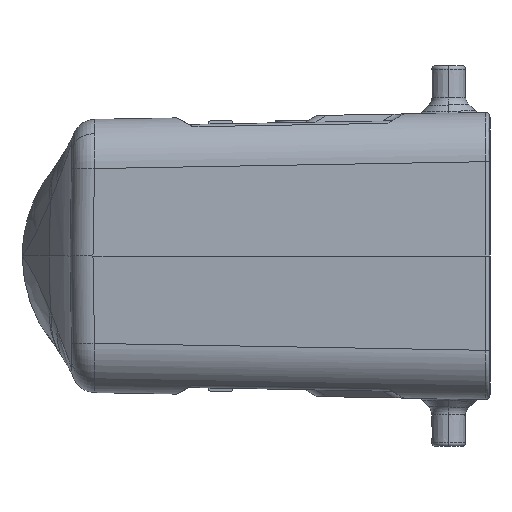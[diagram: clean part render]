
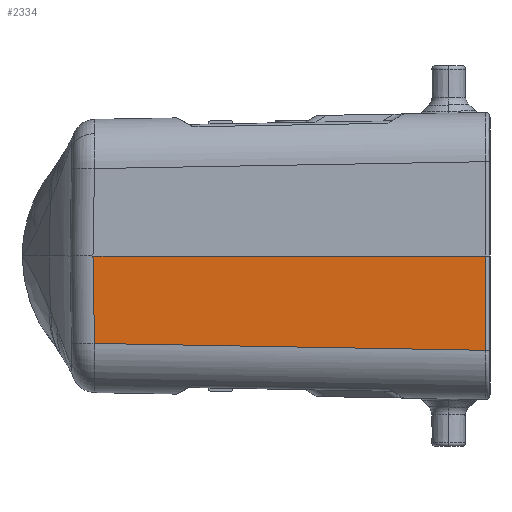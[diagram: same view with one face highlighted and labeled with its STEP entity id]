
A CAD part, left-side view. The second image highlights one B-rep face of the part: STEP entity #2334.
In plain terms, the highlighted planar face has unit normal (-1, 0.018, -0.017).
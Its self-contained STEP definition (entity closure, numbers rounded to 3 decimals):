
#649=LINE('',#11856,#1268);
#650=LINE('',#11859,#1269);
#651=LINE('',#11861,#1270);
#652=LINE('',#11863,#1271);
#1268=VECTOR('',#9116,1.);
#1269=VECTOR('',#9117,1.);
#1270=VECTOR('',#9118,1.);
#1271=VECTOR('',#9119,1.);
#2334=ADVANCED_FACE('',(#3000),#2747,.T.);
#2747=PLANE('',#8229);
#3000=FACE_OUTER_BOUND('',#3447,.T.);
#3447=EDGE_LOOP('',(#4292,#4293,#4294,#4295));
#4292=ORIENTED_EDGE('',*,*,#7023,.T.);
#4293=ORIENTED_EDGE('',*,*,#7024,.T.);
#4294=ORIENTED_EDGE('',*,*,#7025,.T.);
#4295=ORIENTED_EDGE('',*,*,#7026,.T.);
#6234=VERTEX_POINT('',#11857);
#6235=VERTEX_POINT('',#11858);
#6236=VERTEX_POINT('',#11860);
#6237=VERTEX_POINT('',#11862);
#7023=EDGE_CURVE('',#6234,#6235,#649,.T.);
#7024=EDGE_CURVE('',#6235,#6236,#650,.T.);
#7025=EDGE_CURVE('',#6236,#6237,#651,.T.);
#7026=EDGE_CURVE('',#6237,#6234,#652,.T.);
#8229=AXIS2_PLACEMENT_3D('',#11864,#9120,#9121);
#9116=DIRECTION('',(0.017,1.,0.));
#9117=DIRECTION('',(0.017,-0.017,-1.));
#9118=DIRECTION('',(-0.017,-1.,-0.017));
#9119=DIRECTION('',(-0.017,0.,1.));
#9120=DIRECTION('',(-1.,0.017,-0.017));
#9121=DIRECTION('',(0.017,0.,-1.));
#11856=CARTESIAN_POINT('',(-46.739,70.609,0.));
#11857=CARTESIAN_POINT('',(-46.739,70.609,0.));
#11858=CARTESIAN_POINT('',(-45.712,129.462,0.));
#11859=CARTESIAN_POINT('',(-45.712,129.462,0.));
#11860=CARTESIAN_POINT('',(-45.487,129.233,-13.098));
#11861=CARTESIAN_POINT('',(-45.487,129.233,-13.098));
#11862=CARTESIAN_POINT('',(-46.493,70.609,-14.121));
#11863=CARTESIAN_POINT('',(-46.493,70.609,-14.121));
#11864=CARTESIAN_POINT('',(-46.792,70.,2.412));
